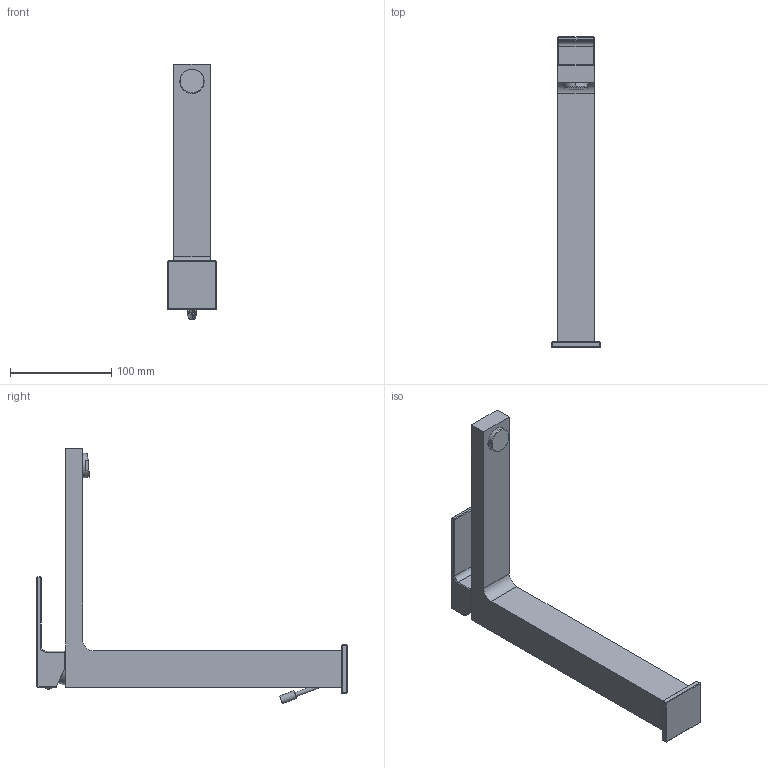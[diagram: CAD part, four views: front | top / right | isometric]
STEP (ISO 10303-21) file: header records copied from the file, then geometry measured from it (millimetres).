
FILE_DESCRIPTION((''),'2;1');
FILE_NAME('EL085CR','2021-01-14T10:20:36',('ut3'),('PAFFONI SpA'),'CREO PARAMETRIC BY PTC INC, 2020044','CREO PARAMETRIC BY PTC INC, 2020044','');
FILE_SCHEMA(('CONFIG_CONTROL_DESIGN','SHAPE_APPEARANCE_LAYERS_GROUPS'));
Length unit declared in the file: millimetre
Products named in the file (1): EL085CR
Bounding box: 48 x 306.78 x 252.56 mm (x, y, z)
Volume: 520064.5 mm3; surface area: 83985.3 mm2
Topology: 2 solids, 2 shells, 160 faces, 366 edges, 219 vertices
Faces by surface type: cylinder 61, plane 57, sphere 16, cone 16, bspline 6, torus 4
Entity records: 6569 total; most frequent: CARTESIAN_POINT 1758, DIRECTION 754, ORIENTED_EDGE 728, EDGE_CURVE 364, AXIS2_PLACEMENT_3D 284, VERTEX_POINT 219, VECTOR 186, LINE 186
